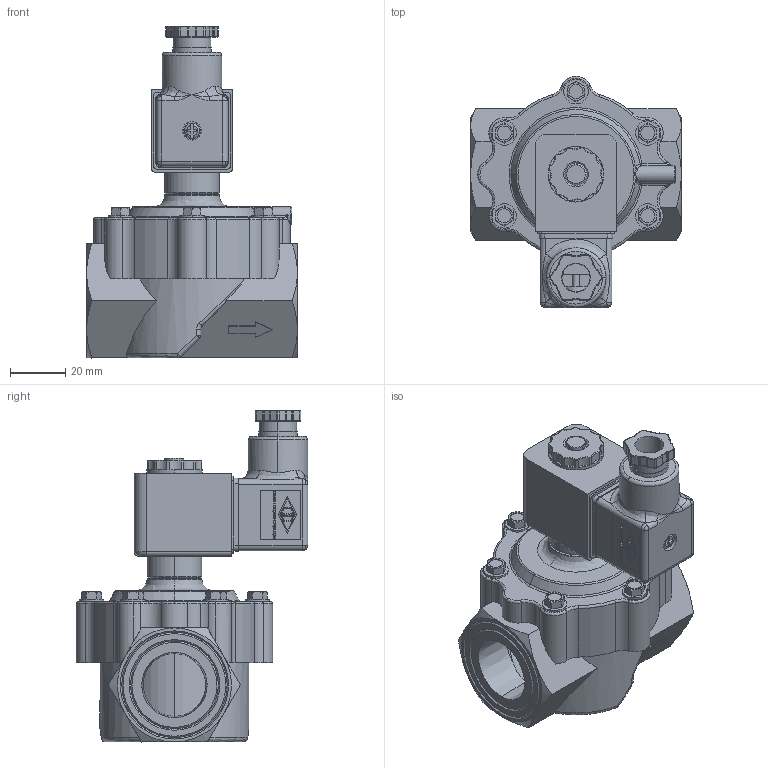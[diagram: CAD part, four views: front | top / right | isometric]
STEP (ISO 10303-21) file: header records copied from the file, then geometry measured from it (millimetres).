
FILE_DESCRIPTION (( 'STEP AP214' ), '1' );
FILE_NAME ('DVD-2BC5F-120A.step', '2016-04-27T15:12:58', ( '' ), ( '' ), 'SwSTEP 2.0', 'SolidWorks 2015', '' );
FILE_SCHEMA (( 'AUTOMOTIVE_DESIGN' ));
Length unit declared in the file: inch
Products named in the file (1): DVD-2BC5F-120A
Bounding box: 76.2 x 83.77 x 120.07 mm (x, y, z)
Volume: 149092.7 mm3; surface area: 67407 mm2
Topology: 4 solids, 4 shells, 1888 faces, 4873 edges, 3074 vertices
Faces by surface type: plane 891, bspline 541, cylinder 379, cone 77
Entity records: 66376 total; most frequent: CARTESIAN_POINT 23706, ORIENTED_EDGE 9598, DIRECTION 7641, EDGE_CURVE 4799, VERTEX_POINT 3074, LINE 2619, VECTOR 2619, AXIS2_PLACEMENT_3D 2511
